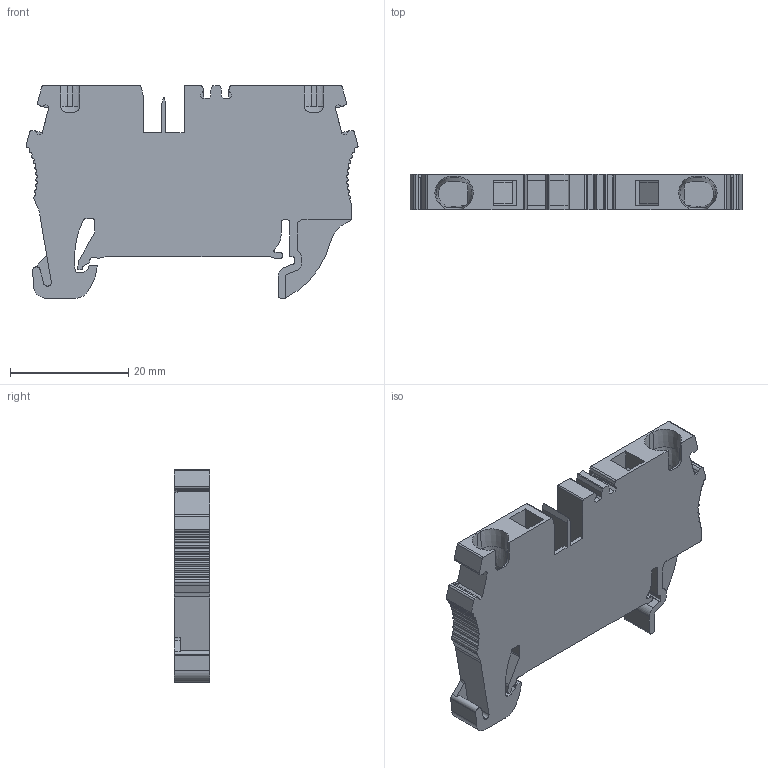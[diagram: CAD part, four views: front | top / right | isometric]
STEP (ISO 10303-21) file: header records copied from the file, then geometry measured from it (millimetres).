
FILE_DESCRIPTION(/* description */ ('Unknown'),/* implementation_level */ '2;1');
FILE_NAME(/* name */ 'SQ4_3D_SOLID_MODEL',/* time_stamp */ '2021-04-27T13:53:13+05:00',/* author */ ('Unknown'),/* organization */ ('Unknown'),/* preprocessor_version */ 'ST-DEVELOPER v16.7',/* originating_system */ 'DEX',/* authorisation */ $);
FILE_SCHEMA (('AUTOMOTIVE_DESIGN {1 0 10303 214 3 1 1}'));
Length unit declared in the file: millimetre
Products named in the file (1): SQ4_3D_SOLID_MODEL
Bounding box: 56.24 x 6 x 36 mm (x, y, z)
Volume: 7558.5 mm3; surface area: 5751.7 mm2
Topology: 1 solids, 1 shells, 319 faces, 953 edges, 639 vertices
Faces by surface type: plane 161, cylinder 149, bspline 5, cone 4
Entity records: 11324 total; most frequent: CARTESIAN_POINT 2486, ORIENTED_EDGE 1902, DIRECTION 1851, EDGE_CURVE 951, VERTEX_POINT 639, AXIS2_PLACEMENT_3D 627, LINE 597, VECTOR 597
